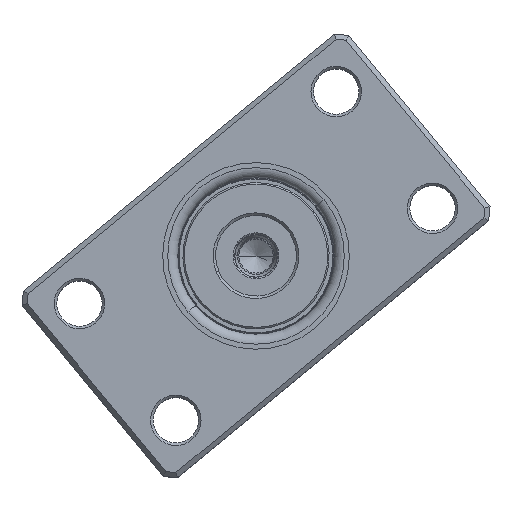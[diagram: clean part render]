
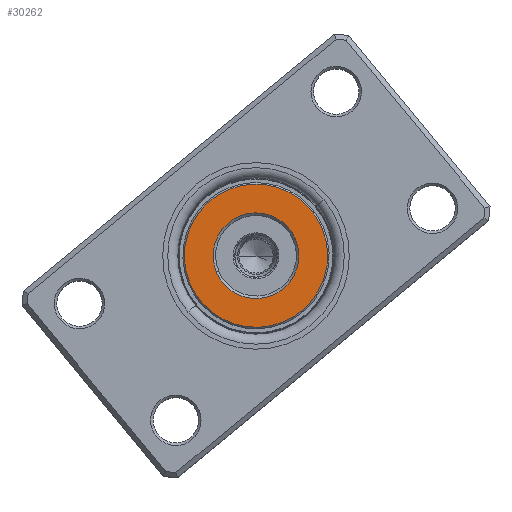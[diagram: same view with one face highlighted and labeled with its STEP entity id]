
A CAD part, top view. The second image highlights one B-rep face of the part: STEP entity #30262.
In plain terms, the highlighted face is planar.
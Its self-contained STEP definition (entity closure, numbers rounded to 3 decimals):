
#1982 = AXIS2_PLACEMENT_3D ( 'NONE', #15735, #19586, #29736 ) ;
#2875 = ORIENTED_EDGE ( 'NONE', *, *, #6048, .T. ) ;
#3478 = FACE_OUTER_BOUND ( 'NONE', #23285, .T. ) ;
#6023 = CARTESIAN_POINT ( 'NONE',  ( -14.2, 0., 0. ) ) ;
#6048 = EDGE_CURVE ( 'NONE', #38294, #23047, #39066, .T. ) ;
#6770 = CARTESIAN_POINT ( 'NONE',  ( -8.5, 0., 0. ) ) ;
#9313 = PLANE ( 'NONE',  #1982 ) ;
#11499 = EDGE_CURVE ( 'NONE', #19143, #19881, #35167, .T. ) ;
#13021 = EDGE_CURVE ( 'NONE', #23047, #38294, #25515, .T. ) ;
#14122 = CARTESIAN_POINT ( 'NONE',  ( 0., 0., 0. ) ) ;
#14272 = DIRECTION ( 'NONE',  ( 1., 0., 0. ) ) ;
#14397 = DIRECTION ( 'NONE',  ( 1., 0., 0. ) ) ;
#15555 = AXIS2_PLACEMENT_3D ( 'NONE', #34564, #38137, #14397 ) ;
#15735 = CARTESIAN_POINT ( 'NONE',  ( 0., 0., 0. ) ) ;
#16488 = CARTESIAN_POINT ( 'NONE',  ( 0., 0., 0. ) ) ;
#19143 = VERTEX_POINT ( 'NONE', #23366 ) ;
#19586 = DIRECTION ( 'NONE',  ( 0., 0., 1. ) ) ;
#19881 = VERTEX_POINT ( 'NONE', #6023 ) ;
#21586 = DIRECTION ( 'NONE',  ( 1., 0., 0. ) ) ;
#23047 = VERTEX_POINT ( 'NONE', #6770 ) ;
#23285 = EDGE_LOOP ( 'NONE', ( #39045, #36605 ) ) ;
#23366 = CARTESIAN_POINT ( 'NONE',  ( 14.2, 0., 0. ) ) ;
#23607 = AXIS2_PLACEMENT_3D ( 'NONE', #14122, #41437, #14272 ) ;
#25155 = ORIENTED_EDGE ( 'NONE', *, *, #13021, .T. ) ;
#25515 = CIRCLE ( 'NONE', #29285, 8.5 ) ;
#29285 = AXIS2_PLACEMENT_3D ( 'NONE', #16488, #37240, #40526 ) ;
#29736 = DIRECTION ( 'NONE',  ( 1., 0., 0. ) ) ;
#30240 = EDGE_LOOP ( 'NONE', ( #25155, #2875 ) ) ;
#30262 = ADVANCED_FACE ( 'NONE', ( #3478, #39804 ), #9313, .F. ) ;
#34564 = CARTESIAN_POINT ( 'NONE',  ( 0., 0., 0. ) ) ;
#35167 = CIRCLE ( 'NONE', #40428, 14.2 ) ;
#35179 = CARTESIAN_POINT ( 'NONE',  ( 0., 0., 0. ) ) ;
#36304 = CIRCLE ( 'NONE', #23607, 14.2 ) ;
#36605 = ORIENTED_EDGE ( 'NONE', *, *, #37048, .T. ) ;
#37048 = EDGE_CURVE ( 'NONE', #19881, #19143, #36304, .T. ) ;
#37240 = DIRECTION ( 'NONE',  ( 0., 0., 1. ) ) ;
#38137 = DIRECTION ( 'NONE',  ( 0., 0., 1. ) ) ;
#38294 = VERTEX_POINT ( 'NONE', #42178 ) ;
#38619 = DIRECTION ( 'NONE',  ( 0., 0., -1. ) ) ;
#39045 = ORIENTED_EDGE ( 'NONE', *, *, #11499, .T. ) ;
#39066 = CIRCLE ( 'NONE', #15555, 8.5 ) ;
#39804 = FACE_BOUND ( 'NONE', #30240, .T. ) ;
#40428 = AXIS2_PLACEMENT_3D ( 'NONE', #35179, #38619, #21586 ) ;
#40526 = DIRECTION ( 'NONE',  ( 1., 0., 0. ) ) ;
#41437 = DIRECTION ( 'NONE',  ( 0., 0., -1. ) ) ;
#42178 = CARTESIAN_POINT ( 'NONE',  ( 8.5, 0., 0. ) ) ;
